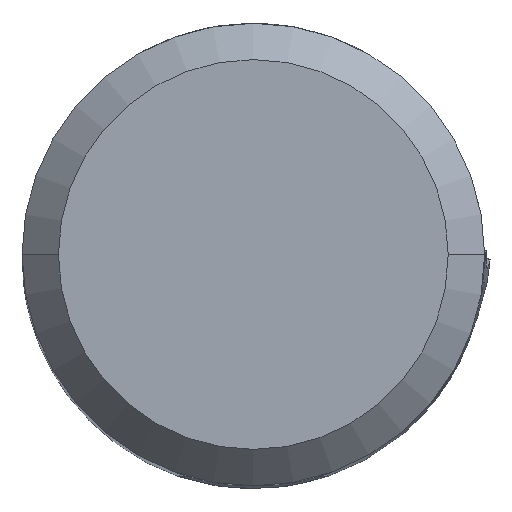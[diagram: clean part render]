
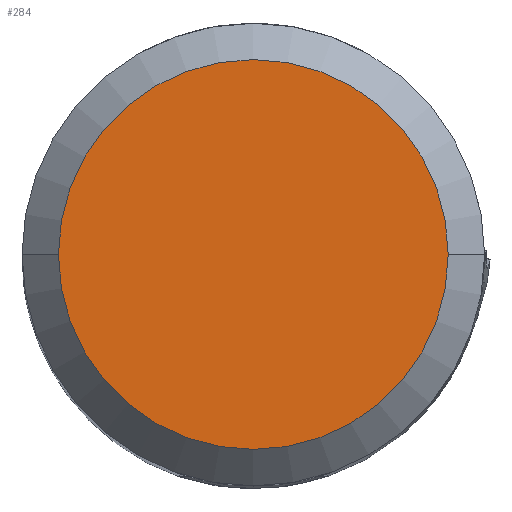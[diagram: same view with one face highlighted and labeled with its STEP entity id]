
A CAD part, top view. The second image highlights one B-rep face of the part: STEP entity #284.
In plain terms, the highlighted planar face has unit normal (0, 0, 1).
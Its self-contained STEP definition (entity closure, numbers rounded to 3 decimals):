
#284=ADVANCED_FACE('',(#349),#323,.F.);
#323=PLANE('',#895);
#349=FACE_OUTER_BOUND('',#396,.T.);
#396=EDGE_LOOP('',(#485,#486));
#485=ORIENTED_EDGE('',*,*,#743,.F.);
#486=ORIENTED_EDGE('',*,*,#768,.F.);
#666=VERTEX_POINT('',#1186);
#667=VERTEX_POINT('',#1187);
#743=EDGE_CURVE('',#666,#667,#847,.T.);
#768=EDGE_CURVE('',#667,#666,#852,.T.);
#847=CIRCLE('',#882,8.025);
#852=CIRCLE('',#893,8.025);
#882=AXIS2_PLACEMENT_3D('',#1185,#974,#975);
#893=AXIS2_PLACEMENT_3D('',#1262,#1006,#1007);
#895=AXIS2_PLACEMENT_3D('',#1264,#1010,#1011);
#974=DIRECTION('',(0.,0.,-1.));
#975=DIRECTION('',(-1.,0.,0.));
#1006=DIRECTION('',(0.,0.,-1.));
#1007=DIRECTION('',(-1.,0.,0.));
#1010=DIRECTION('',(0.,0.,-1.));
#1011=DIRECTION('',(1.,0.,0.));
#1185=CARTESIAN_POINT('',(0.,0.,0.));
#1186=CARTESIAN_POINT('',(-8.025,0.,0.));
#1187=CARTESIAN_POINT('',(8.025,0.,0.));
#1262=CARTESIAN_POINT('',(0.,0.,0.));
#1264=CARTESIAN_POINT('',(0.,8.025,0.));
